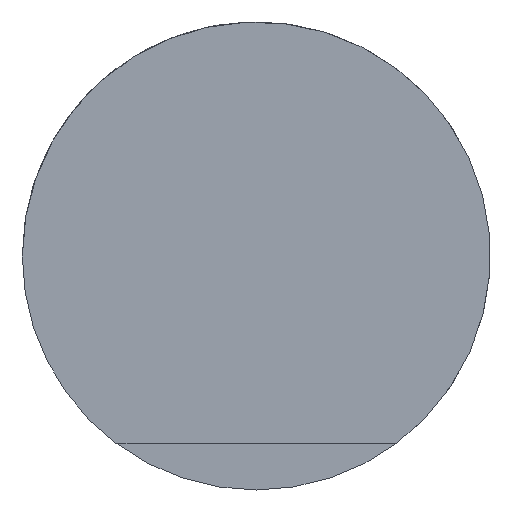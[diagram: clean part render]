
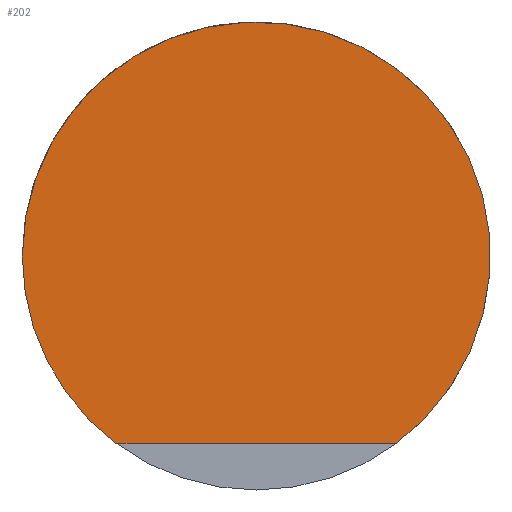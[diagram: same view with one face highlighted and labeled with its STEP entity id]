
A CAD part, front view. The second image highlights one B-rep face of the part: STEP entity #202.
In plain terms, the highlighted planar face has unit normal (0, -1, 0).
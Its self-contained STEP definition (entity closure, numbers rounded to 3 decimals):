
#21=PLANE('',#237);
#31=FACE_OUTER_BOUND('',#44,.T.);
#44=EDGE_LOOP('',(#153,#154,#155));
#55=LINE('',#330,#70);
#70=VECTOR('',#267,10.);
#87=CIRCLE('',#238,5.);
#88=CIRCLE('',#239,5.);
#98=VERTEX_POINT('',#328);
#99=VERTEX_POINT('',#329);
#102=VERTEX_POINT('',#339);
#117=EDGE_CURVE('',#98,#99,#55,.T.);
#122=EDGE_CURVE('',#99,#102,#87,.T.);
#123=EDGE_CURVE('',#102,#98,#88,.T.);
#153=ORIENTED_EDGE('',*,*,#117,.T.);
#154=ORIENTED_EDGE('',*,*,#122,.T.);
#155=ORIENTED_EDGE('',*,*,#123,.T.);
#202=ADVANCED_FACE('',(#31),#21,.F.);
#237=AXIS2_PLACEMENT_3D('',#338,#275,#276);
#238=AXIS2_PLACEMENT_3D('',#340,#277,#278);
#239=AXIS2_PLACEMENT_3D('',#341,#279,#280);
#267=DIRECTION('',(1.,0.,0.));
#275=DIRECTION('center_axis',(0.,1.,0.));
#276=DIRECTION('ref_axis',(0.,0.,1.));
#277=DIRECTION('center_axis',(0.,-1.,0.));
#278=DIRECTION('ref_axis',(1.,0.,0.));
#279=DIRECTION('center_axis',(0.,-1.,0.));
#280=DIRECTION('ref_axis',(1.,0.,0.));
#328=CARTESIAN_POINT('',(-3.,0.,-4.));
#329=CARTESIAN_POINT('',(3.,0.,-4.));
#330=CARTESIAN_POINT('',(-1.5,0.,-4.));
#338=CARTESIAN_POINT('Origin',(0.,0.,0.));
#339=CARTESIAN_POINT('',(-5.,0.,0.));
#340=CARTESIAN_POINT('Origin',(0.,0.,0.));
#341=CARTESIAN_POINT('Origin',(0.,0.,0.));
